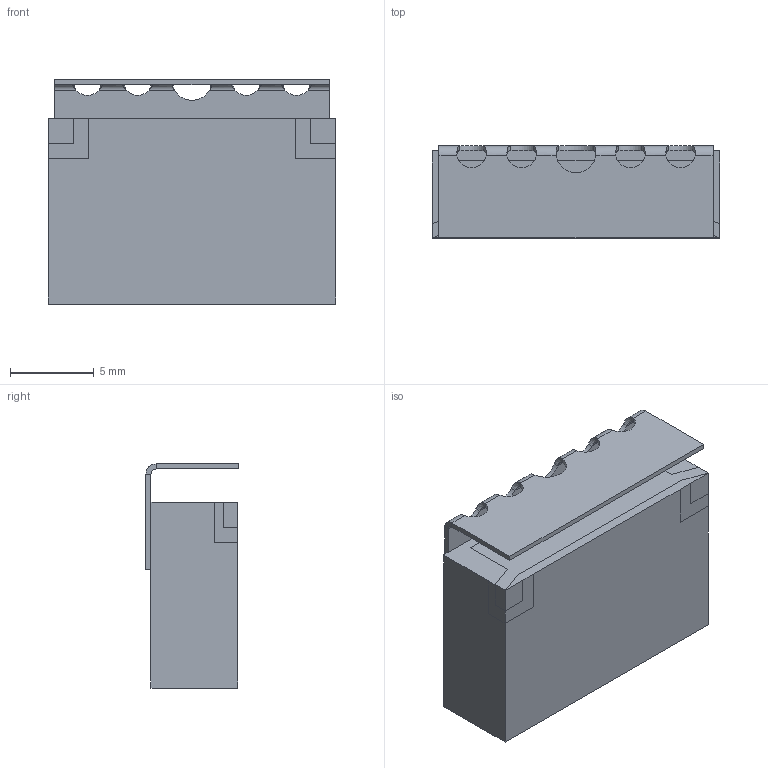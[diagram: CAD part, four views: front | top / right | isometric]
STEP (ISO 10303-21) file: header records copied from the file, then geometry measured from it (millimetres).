
FILE_DESCRIPTION(('STEP AP203'), '1');
FILE_NAME('ÍØÁÀ.434834.009-04.01_Ôèëüòð ÔÊÏ1-209-04-0,97-20', '', ('UNSPECIFIED'), ('UNSPECIFIED'), 'ASCON STEP Converter 1.6', 'ASCON Math Kernel', '');
FILE_SCHEMA(('CONFIG_CONTROL_DESIGN'));
Length unit declared in the file: millimetre
Products named in the file (1): НШБА.434834.009-04.01_Фильтр ФКП1-209-04-0,97-20
Bounding box: 17.2 x 5.5 x 13.4 mm (x, y, z)
Volume: 1044.3 mm3; surface area: 913.6 mm2
Topology: 1 solids, 1 shells, 362 faces, 962 edges, 624 vertices
Faces by surface type: plane 217, bspline 117, cylinder 28
Entity records: 26678 total; most frequent: CARTESIAN_POINT 15731, ORIENTED_EDGE 1924, DIRECTION 1155, EDGE_CURVE 962, VERTEX_POINT 624, LINE 591, VECTOR 591, FACE_BOUND 394
